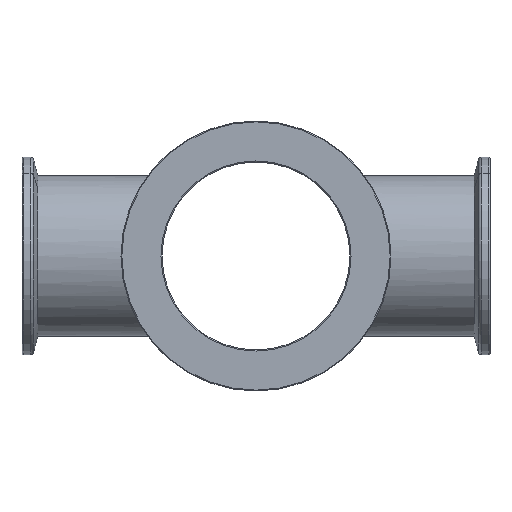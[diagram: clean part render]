
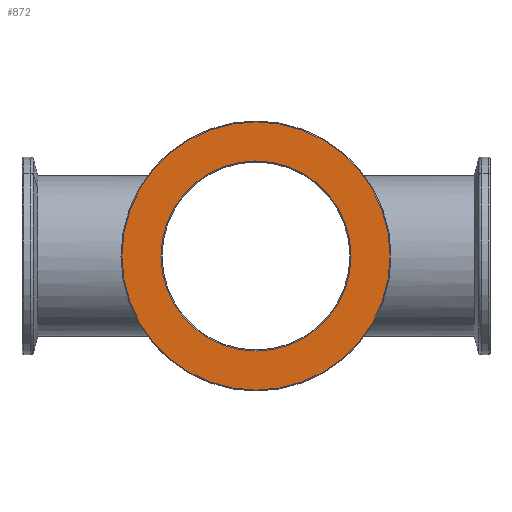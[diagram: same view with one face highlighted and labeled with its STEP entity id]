
A CAD part, left-side view. The second image highlights one B-rep face of the part: STEP entity #872.
In plain terms, the highlighted face is planar.
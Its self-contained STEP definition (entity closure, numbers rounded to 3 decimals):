
#9 = AXIS2_PLACEMENT_3D ( 'NONE', #60, #79, #116 ) ;
#60 = CARTESIAN_POINT ( 'NONE',  ( -26.1, 0., 0. ) ) ;
#79 = DIRECTION ( 'NONE',  ( 0., -1., 0. ) ) ;
#98 = DIRECTION ( 'NONE',  ( 0., 1., 0. ) ) ;
#104 = DIRECTION ( 'NONE',  ( 1., 0., 0. ) ) ;
#116 = DIRECTION ( 'NONE',  ( 1., 0., 0. ) ) ;
#149 = CARTESIAN_POINT ( 'NONE',  ( 37.25, 0., 0. ) ) ;
#154 = CIRCLE ( 'NONE', #443, 26.4 ) ;
#198 = VERTEX_POINT ( 'NONE', #149 ) ;
#261 = EDGE_CURVE ( 'NONE', #198, #652, #446, .T. ) ;
#334 = ORIENTED_EDGE ( 'NONE', *, *, #358, .T. ) ;
#343 = CARTESIAN_POINT ( 'NONE',  ( -26.4, 0., 0. ) ) ;
#358 = EDGE_CURVE ( 'NONE', #722, #1521, #2033, .T. ) ;
#443 = AXIS2_PLACEMENT_3D ( 'NONE', #1608, #98, #104 ) ;
#446 = CIRCLE ( 'NONE', #1984, 37.25 ) ;
#504 = CARTESIAN_POINT ( 'NONE',  ( -37.25, 0., 0. ) ) ;
#534 = FACE_OUTER_BOUND ( 'NONE', #1566, .T. ) ;
#536 = ORIENTED_EDGE ( 'NONE', *, *, #261, .T. ) ;
#599 = EDGE_LOOP ( 'NONE', ( #1074, #334 ) ) ;
#629 = ORIENTED_EDGE ( 'NONE', *, *, #1930, .T. ) ;
#652 = VERTEX_POINT ( 'NONE', #504 ) ;
#722 = VERTEX_POINT ( 'NONE', #343 ) ;
#805 = AXIS2_PLACEMENT_3D ( 'NONE', #1888, #1902, #1905 ) ;
#872 = ADVANCED_FACE ( 'NONE', ( #1414, #534 ), #1916, .T. ) ;
#893 = CARTESIAN_POINT ( 'NONE',  ( 0., 0., 0. ) ) ;
#1074 = ORIENTED_EDGE ( 'NONE', *, *, #1204, .T. ) ;
#1111 = CIRCLE ( 'NONE', #2031, 37.25 ) ;
#1204 = EDGE_CURVE ( 'NONE', #1521, #722, #154, .T. ) ;
#1414 = FACE_BOUND ( 'NONE', #599, .T. ) ;
#1451 = DIRECTION ( 'NONE',  ( 0., -1., 0. ) ) ;
#1521 = VERTEX_POINT ( 'NONE', #1525 ) ;
#1525 = CARTESIAN_POINT ( 'NONE',  ( 26.4, 0., 0. ) ) ;
#1537 = DIRECTION ( 'NONE',  ( 1., 0., 0. ) ) ;
#1566 = EDGE_LOOP ( 'NONE', ( #629, #536 ) ) ;
#1608 = CARTESIAN_POINT ( 'NONE',  ( 0., 0., 0. ) ) ;
#1718 = CARTESIAN_POINT ( 'NONE',  ( 0., 0., 0. ) ) ;
#1796 = DIRECTION ( 'NONE',  ( 0., -1., 0. ) ) ;
#1832 = DIRECTION ( 'NONE',  ( 1., 0., 0. ) ) ;
#1888 = CARTESIAN_POINT ( 'NONE',  ( 0., 0., 0. ) ) ;
#1902 = DIRECTION ( 'NONE',  ( 0., 1., 0. ) ) ;
#1905 = DIRECTION ( 'NONE',  ( 1., 0., 0. ) ) ;
#1916 = PLANE ( 'NONE',  #9 ) ;
#1930 = EDGE_CURVE ( 'NONE', #652, #198, #1111, .T. ) ;
#1984 = AXIS2_PLACEMENT_3D ( 'NONE', #893, #1451, #1537 ) ;
#2031 = AXIS2_PLACEMENT_3D ( 'NONE', #1718, #1796, #1832 ) ;
#2033 = CIRCLE ( 'NONE', #805, 26.4 ) ;
